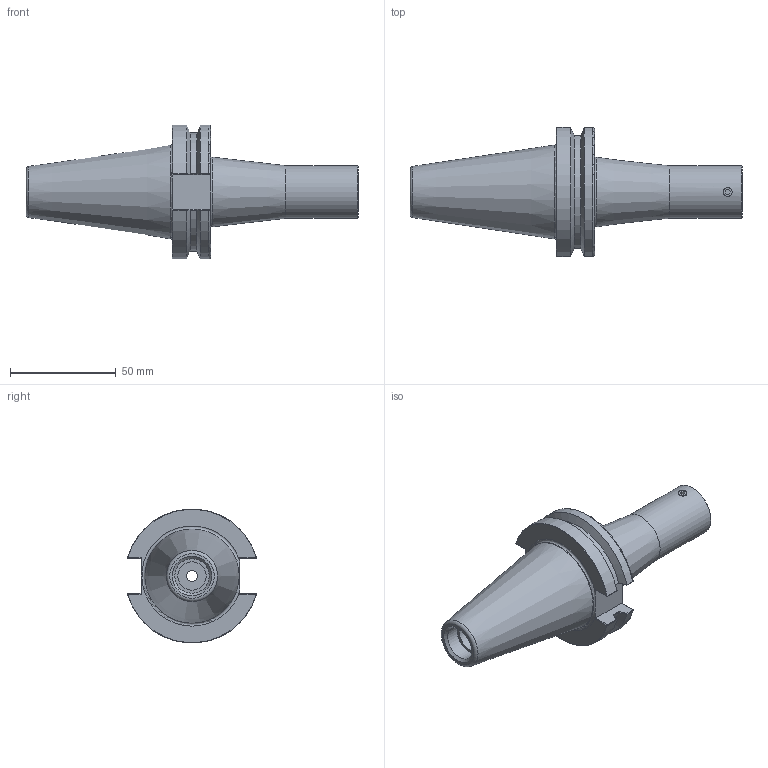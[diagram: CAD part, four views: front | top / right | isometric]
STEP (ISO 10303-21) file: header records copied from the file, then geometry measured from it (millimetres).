
FILE_DESCRIPTION(/* description */ (''),/* implementation_level */ '2;1');
FILE_NAME(/* name */ 'CAT40 A25-3.5DT.step',/* time_stamp */ '2025-08-13T16:24:16-05:00',/* author */ (''),/* organization */ (''),/* preprocessor_version */ 'ST-DEVELOPER v20.1',/* originating_system */ 'Autodesk Translation Framework v14.10.0.0',/* authorisation */ '');
FILE_SCHEMA (('AUTOMOTIVE_DESIGN { 1 0 10303 214 3 1 1 }'));
Length unit declared in the file: inch
Products named in the file (6): CAT40 Dual Contact Template; CAT40 Dual Contact 2.69 v1; CAT40 EM20-63; CAT40 Dual Contact Template_1; CAT40 Dual Contact 2.69 v1_1; CAT40 EM20-63_1
Assembly tree (5 placements, depth 4):
  CAT40 Dual Contact Template
    CAT40 Dual Contact 2.69 v1
    CAT40 EM20-63
      CAT40 Dual Contact Template_1
        CAT40 Dual Contact 2.69 v1_1
        CAT40 EM20-63_1
Bounding box: 157.23 x 61.14 x 63.26 mm (x, y, z)
Volume: 138850.1 mm3; surface area: 27846.4 mm2
Topology: 1 solids, 1 shells, 105 faces, 271 edges, 176 vertices
Faces by surface type: plane 51, cylinder 17, bspline 16, cone 14, torus 7
Full cylindrical faces by diameter (mm): 4.166 x4, 5.364 x1, 11.112 x1, 13.386 x1, 14 x1, 16.256 x1, 24.943 x1, 44.45 x1
Entity records: 4102 total; most frequent: CARTESIAN_POINT 1450, ORIENTED_EDGE 540, DIRECTION 478, EDGE_CURVE 270, VERTEX_POINT 176, AXIS2_PLACEMENT_3D 163, LINE 152, VECTOR 152
